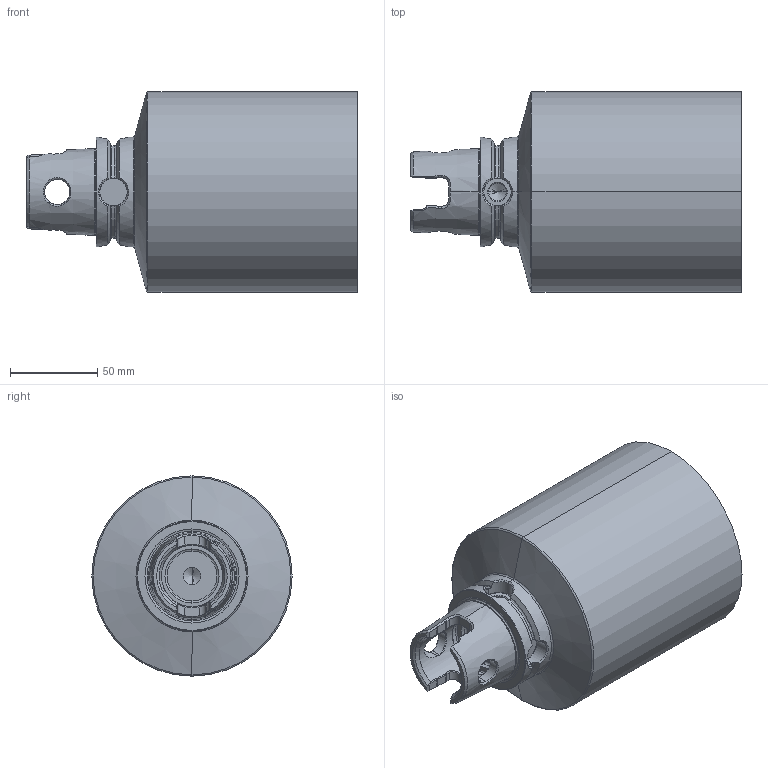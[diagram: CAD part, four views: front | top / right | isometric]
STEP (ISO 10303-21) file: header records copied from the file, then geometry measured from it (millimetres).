
FILE_DESCRIPTION (( 'STEP AP203' ), '1' );
FILE_NAME ('KU6.Ro1.001.150.STEP', '2018-02-12T15:11:07', ( 'SWIAdmin' ), ( 'Hewlett-Packard Company' ), 'SwSTEP 2.0', 'SolidWorks 2017', '' );
FILE_SCHEMA (( 'CONFIG_CONTROL_DESIGN' ));
Length unit declared in the file: millimetre
Products named in the file (1): KU6.Ro1.001.150
Bounding box: 189.95 x 115 x 115 mm (x, y, z)
Volume: 1385376.2 mm3; surface area: 80696.2 mm2
Topology: 1 solids, 1 shells, 234 faces, 600 edges, 369 vertices
Faces by surface type: bspline 58, cylinder 52, plane 50, cone 40, torus 34
Entity records: 10431 total; most frequent: CARTESIAN_POINT 5374, ORIENTED_EDGE 1188, DIRECTION 806, EDGE_CURVE 594, VERTEX_POINT 369, AXIS2_PLACEMENT_3D 339, B_SPLINE_CURVE_WITH_KNOTS 304, EDGE_LOOP 245
